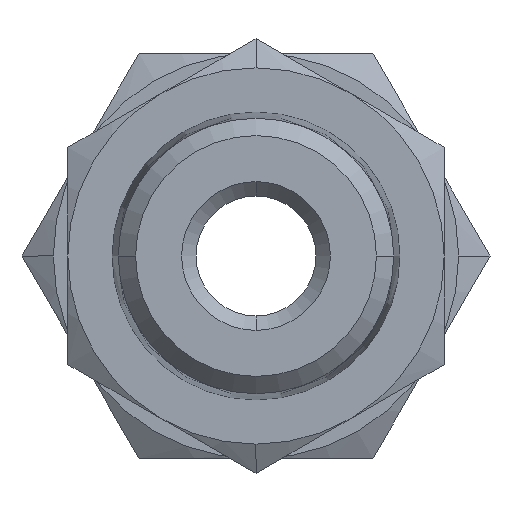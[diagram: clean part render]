
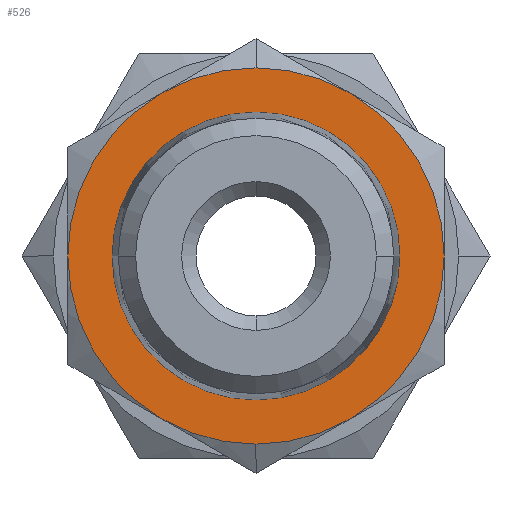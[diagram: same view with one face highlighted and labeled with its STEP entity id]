
A CAD part, front view. The second image highlights one B-rep face of the part: STEP entity #526.
In plain terms, the highlighted planar face has unit normal (0, -1, 0).
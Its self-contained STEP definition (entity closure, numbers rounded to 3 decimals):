
#526=ADVANCED_FACE('',(#1252,#1253),#1254,.F.);
#1252=FACE_OUTER_BOUND('',#2207,.T.);
#1253=FACE_BOUND('',#2208,.T.);
#1254=PLANE('',#2209);
#2207=EDGE_LOOP('',(#3619,#3620,#3621,#3622,#3623,#3624,#3625,#3626));
#2208=EDGE_LOOP('',(#3627,#3628));
#2209=AXIS2_PLACEMENT_3D('',#3629,#3630,#3631);
#3619=ORIENTED_EDGE('',*,*,#5879,.T.);
#3620=ORIENTED_EDGE('',*,*,#6106,.T.);
#3621=ORIENTED_EDGE('',*,*,#6107,.F.);
#3622=ORIENTED_EDGE('',*,*,#6108,.F.);
#3623=ORIENTED_EDGE('',*,*,#6109,.T.);
#3624=ORIENTED_EDGE('',*,*,#5889,.T.);
#3625=ORIENTED_EDGE('',*,*,#6110,.F.);
#3626=ORIENTED_EDGE('',*,*,#6111,.F.);
#3627=ORIENTED_EDGE('',*,*,#5821,.F.);
#3628=ORIENTED_EDGE('',*,*,#6112,.F.);
#3629=CARTESIAN_POINT('',(0.0,0.0,0.0));
#3630=DIRECTION('',(0.0,1.0,0.0));
#3631=DIRECTION('',(1.0,0.0,-0.0));
#5821=EDGE_CURVE('',#7025,#7027,#7028,.T.);
#5879=EDGE_CURVE('',#7124,#7121,#7125,.T.);
#5889=EDGE_CURVE('',#7138,#7140,#7142,.T.);
#6106=EDGE_CURVE('',#7121,#7490,#7491,.T.);
#6107=EDGE_CURVE('',#6944,#7490,#7492,.T.);
#6108=EDGE_CURVE('',#7493,#6944,#7494,.T.);
#6109=EDGE_CURVE('',#7493,#7138,#7495,.T.);
#6110=EDGE_CURVE('',#7496,#7140,#7497,.T.);
#6111=EDGE_CURVE('',#7124,#7496,#7498,.T.);
#6112=EDGE_CURVE('',#7027,#7025,#7499,.T.);
#6944=VERTEX_POINT('',#8630);
#7025=VERTEX_POINT('',#8766);
#7027=VERTEX_POINT('',#8769);
#7028=CIRCLE('',#8770,4.973);
#7121=VERTEX_POINT('',#8915);
#7124=VERTEX_POINT('',#8919);
#7125=CIRCLE('',#8920,6.5);
#7138=VERTEX_POINT('',#8946);
#7140=VERTEX_POINT('',#8949);
#7142=CIRCLE('',#8960,6.5);
#7490=VERTEX_POINT('',#9482);
#7491=CIRCLE('',#9483,6.5);
#7492=CIRCLE('',#9484,6.5);
#7493=VERTEX_POINT('',#9485);
#7494=CIRCLE('',#9486,6.5);
#7495=CIRCLE('',#9487,6.5);
#7496=VERTEX_POINT('',#9488);
#7497=CIRCLE('',#9489,6.5);
#7498=CIRCLE('',#9490,6.5);
#7499=CIRCLE('',#9491,4.973);
#8630=CARTESIAN_POINT('',(-6.5,0.,0.));
#8766=CARTESIAN_POINT('',(4.973,0.,0.0));
#8769=CARTESIAN_POINT('',(-4.973,0.,0.));
#8770=AXIS2_PLACEMENT_3D('',#11116,#11117,#11118);
#8915=CARTESIAN_POINT('',(0.,0.0,6.5));
#8919=CARTESIAN_POINT('',(3.25,0.,5.629));
#8920=AXIS2_PLACEMENT_3D('',#11175,#11176,#11177);
#8946=CARTESIAN_POINT('',(0.,0.0,-6.5));
#8949=CARTESIAN_POINT('',(3.25,0.,-5.629));
#8960=AXIS2_PLACEMENT_3D('',#11183,#11184,#11185);
#9482=CARTESIAN_POINT('',(-3.25,0.,5.629));
#9483=AXIS2_PLACEMENT_3D('',#11438,#11439,#11440);
#9484=AXIS2_PLACEMENT_3D('',#11441,#11442,#11443);
#9485=CARTESIAN_POINT('',(-3.25,0.,-5.629));
#9486=AXIS2_PLACEMENT_3D('',#11444,#11445,#11446);
#9487=AXIS2_PLACEMENT_3D('',#11447,#11448,#11449);
#9488=CARTESIAN_POINT('',(6.5,0.,0.));
#9489=AXIS2_PLACEMENT_3D('',#11450,#11451,#11452);
#9490=AXIS2_PLACEMENT_3D('',#11453,#11454,#11455);
#9491=AXIS2_PLACEMENT_3D('',#11456,#11457,#11458);
#11116=CARTESIAN_POINT('',(0.0,0.,0.0));
#11117=DIRECTION('',(0.0,-1.0,0.0));
#11118=DIRECTION('',(1.0,0.0,0.0));
#11175=CARTESIAN_POINT('',(0.0,0.0,0.0));
#11176=DIRECTION('',(0.0,-1.0,0.0));
#11177=DIRECTION('',(0.5,0.0,0.866));
#11183=CARTESIAN_POINT('',(0.0,0.0,0.0));
#11184=DIRECTION('',(0.0,-1.0,-0.0));
#11185=DIRECTION('',(-0.5,0.0,-0.866));
#11438=CARTESIAN_POINT('',(0.0,0.0,0.0));
#11439=DIRECTION('',(0.0,-1.0,0.0));
#11440=DIRECTION('',(0.5,0.0,0.866));
#11441=CARTESIAN_POINT('',(0.0,0.0,0.0));
#11442=DIRECTION('',(0.0,1.0,0.0));
#11443=DIRECTION('',(-1.0,0.0,0.));
#11444=CARTESIAN_POINT('',(0.0,0.0,0.0));
#11445=DIRECTION('',(0.0,1.0,0.0));
#11446=DIRECTION('',(-0.5,0.0,-0.866));
#11447=CARTESIAN_POINT('',(0.0,0.0,0.0));
#11448=DIRECTION('',(0.0,-1.0,-0.0));
#11449=DIRECTION('',(-0.5,0.0,-0.866));
#11450=CARTESIAN_POINT('',(0.0,0.0,0.0));
#11451=DIRECTION('',(-0.0,1.0,0.0));
#11452=DIRECTION('',(1.0,0.0,0.));
#11453=CARTESIAN_POINT('',(0.0,0.0,0.0));
#11454=DIRECTION('',(-0.0,1.0,0.0));
#11455=DIRECTION('',(0.5,0.0,0.866));
#11456=CARTESIAN_POINT('',(0.0,0.,0.0));
#11457=DIRECTION('',(0.0,-1.0,0.0));
#11458=DIRECTION('',(1.0,0.0,0.0));
